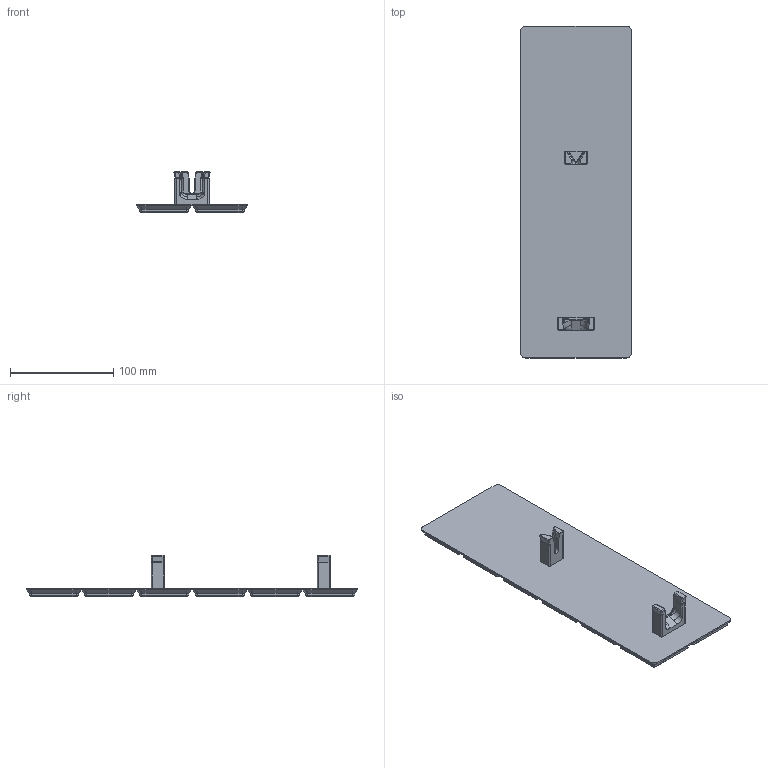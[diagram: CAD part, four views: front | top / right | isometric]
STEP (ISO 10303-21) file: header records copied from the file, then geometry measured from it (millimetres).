
FILE_DESCRIPTION(('FreeCAD Model'),'2;1');
FILE_NAME('Open CASCADE Shape Model','2025-05-03T07:47:09',('FreeCAD'),( 'FreeCAD'),'Open CASCADE STEP processor 7.6','FreeCAD','Unknown');
FILE_SCHEMA(('AUTOMOTIVE_DESIGN { 1 0 10303 214 1 1 1 1 }'));
Length unit declared in the file: millimetre
Products named in the file (1): Open CASCADE STEP translator 7.6 1
Bounding box: 107.14 x 321.41 x 39.79 mm (x, y, z)
Volume: 238824.6 mm3; surface area: 89860.2 mm2
Topology: 5 solids, 5 shells, 613 faces, 1319 edges, 760 vertices
Faces by surface type: bspline 613
Entity records: 16499 total; most frequent: CARTESIAN_POINT 8568, ORIENTED_EDGE 2630, EDGE_CURVE 1315, B_SPLINE_CURVE_WITH_KNOTS 908, VERTEX_POINT 760, FACE_BOUND 665, EDGE_LOOP 665, ADVANCED_FACE 613
